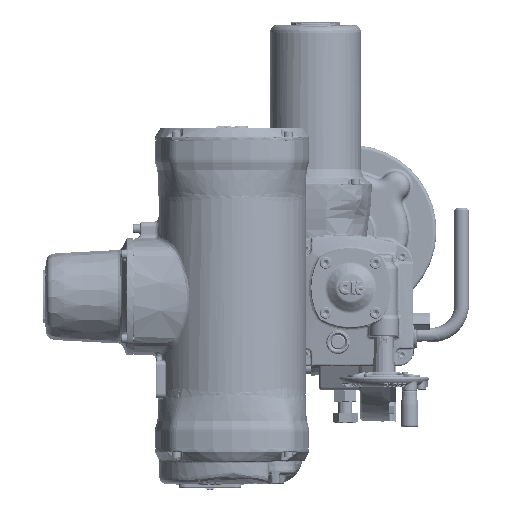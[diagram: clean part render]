
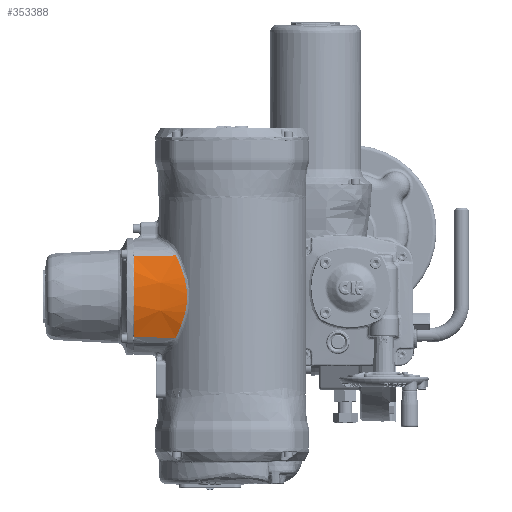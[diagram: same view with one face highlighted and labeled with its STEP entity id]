
A CAD part, top view. The second image highlights one B-rep face of the part: STEP entity #353388.
In plain terms, the highlighted conical face has half-angle 1 degrees and reference radius 107.4 mm.
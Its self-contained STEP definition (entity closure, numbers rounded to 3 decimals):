
#8074=CONICAL_SURFACE('',#371594,107.4,0.017);
#14232=B_SPLINE_CURVE_WITH_KNOTS('',3,(#554252,#554253,#554254,#554255),
 .UNSPECIFIED.,.F.,.F.,(4,4),(0.002,0.049),
 .UNSPECIFIED.);
#14233=B_SPLINE_CURVE_WITH_KNOTS('',3,(#554257,#554258,#554259,#554260,
#554261,#554262,#554263,#554264,#554265,#554266,#554267,#554268,#554269,
#554270,#554271,#554272,#554273,#554274,#554275,#554276,#554277,#554278,
#554279,#554280,#554281,#554282,#554283,#554284,#554285,#554286,#554287,
#554288,#554289,#554290,#554291,#554292,#554293,#554294,#554295,#554296,
#554297,#554298,#554299,#554300,#554301,#554302,#554303,#554304,#554305,
#554306,#554307,#554308,#554309,#554310,#554311,#554312,#554313,#554314,
#554315,#554316,#554317,#554318,#554319,#554320,#554321,#554322,#554323,
#554324,#554325,#554326,#554327,#554328),.UNSPECIFIED.,.F.,.F.,(4,1,1,1,
1,1,1,1,1,1,1,1,1,1,1,1,1,1,1,1,1,1,1,1,1,1,1,1,1,1,1,1,1,1,1,1,1,1,1,1,
1,1,1,1,1,1,1,1,1,1,1,1,1,1,1,1,1,1,1,1,1,1,1,1,1,1,1,1,1,4),(0.,0.031,
0.063,0.078,0.094,0.109,0.117,0.121,0.125,0.129,
0.133,0.141,0.156,0.172,0.188,0.219,0.234,0.242,0.246,
0.25,0.254,0.258,0.266,0.281,0.313,0.344,0.359,0.367,
0.375,0.383,0.391,0.406,0.438,0.469,0.5,0.531,0.563,0.594,
0.609,0.617,0.625,0.633,0.641,0.656,0.688,0.703,0.719,
0.734,0.742,0.746,0.75,0.754,0.758,0.766,0.781,
0.813,0.828,0.844,0.859,0.867,0.871,0.875,0.879,
0.883,0.891,0.906,0.922,0.938,0.969,1.),.UNSPECIFIED.);
#14234=B_SPLINE_CURVE_WITH_KNOTS('',3,(#554330,#554331,#554332,#554333),
 .UNSPECIFIED.,.F.,.F.,(4,4),(0.003,0.049),
 .UNSPECIFIED.);
#86886=ORIENTED_EDGE('',*,*,#144476,.F.);
#86887=ORIENTED_EDGE('',*,*,#144477,.T.);
#86888=ORIENTED_EDGE('',*,*,#144478,.T.);
#86889=ORIENTED_EDGE('',*,*,#144479,.T.);
#144476=EDGE_CURVE('',#175130,#175131,#191279,.T.);
#144477=EDGE_CURVE('',#175130,#175132,#14232,.T.);
#144478=EDGE_CURVE('',#175132,#175133,#14233,.T.);
#144479=EDGE_CURVE('',#175133,#175131,#14234,.T.);
#175130=VERTEX_POINT('',#554250);
#175131=VERTEX_POINT('',#554251);
#175132=VERTEX_POINT('',#554256);
#175133=VERTEX_POINT('',#554329);
#191279=CIRCLE('',#371595,107.44);
#202348=EDGE_LOOP('',(#86886,#86887,#86888,#86889));
#219721=FACE_BOUND('',#202348,.T.);
#353388=ADVANCED_FACE('',(#219721),#8074,.T.);
#371594=AXIS2_PLACEMENT_3D('',#554248,#408160,#408161);
#371595=AXIS2_PLACEMENT_3D('',#554249,#408162,#408163);
#408160=DIRECTION('',(1.,0.,0.));
#408161=DIRECTION('',(0.,-1.,0.));
#408162=DIRECTION('',(-1.,0.,0.));
#408163=DIRECTION('',(0.,-1.,0.));
#554248=CARTESIAN_POINT('',(-241.867,-9.996,160.377));
#554249=CARTESIAN_POINT('',(-239.567,-9.996,160.377));
#554250=CARTESIAN_POINT('',(-239.567,-54.81,258.025));
#554251=CARTESIAN_POINT('',(-239.567,34.818,258.025));
#554252=CARTESIAN_POINT('',(-239.567,-54.81,258.025));
#554253=CARTESIAN_POINT('',(-224.114,-55.035,258.219));
#554254=CARTESIAN_POINT('',(-208.661,-55.258,258.413));
#554255=CARTESIAN_POINT('',(-193.207,-55.482,258.606));
#554256=CARTESIAN_POINT('',(-193.207,-55.482,258.606));
#554257=CARTESIAN_POINT('',(-193.207,-55.482,258.606));
#554258=CARTESIAN_POINT('',(-192.742,-54.5,259.07));
#554259=CARTESIAN_POINT('',(-191.849,-52.584,259.938));
#554260=CARTESIAN_POINT('',(-190.832,-50.323,260.887));
#554261=CARTESIAN_POINT('',(-190.076,-48.596,261.572));
#554262=CARTESIAN_POINT('',(-189.54,-47.346,262.05));
#554263=CARTESIAN_POINT('',(-189.115,-46.336,262.422));
#554264=CARTESIAN_POINT('',(-188.834,-45.657,262.665));
#554265=CARTESIAN_POINT('',(-188.672,-45.261,262.805));
#554266=CARTESIAN_POINT('',(-188.568,-45.006,262.895));
#554267=CARTESIAN_POINT('',(-188.404,-44.603,263.034));
#554268=CARTESIAN_POINT('',(-188.21,-44.12,263.2));
#554269=CARTESIAN_POINT('',(-187.866,-43.255,263.491));
#554270=CARTESIAN_POINT('',(-187.396,-42.046,263.883));
#554271=CARTESIAN_POINT('',(-186.857,-40.614,264.325));
#554272=CARTESIAN_POINT('',(-186.174,-38.739,264.876));
#554273=CARTESIAN_POINT('',(-185.545,-36.915,265.371));
#554274=CARTESIAN_POINT('',(-185.039,-35.36,265.761));
#554275=CARTESIAN_POINT('',(-184.8,-34.6,265.944));
#554276=CARTESIAN_POINT('',(-184.664,-34.16,266.048));
#554277=CARTESIAN_POINT('',(-184.571,-33.858,266.118));
#554278=CARTESIAN_POINT('',(-184.449,-33.456,266.211));
#554279=CARTESIAN_POINT('',(-184.3,-32.956,266.323));
#554280=CARTESIAN_POINT('',(-184.041,-32.068,266.518));
#554281=CARTESIAN_POINT('',(-183.551,-30.315,266.882));
#554282=CARTESIAN_POINT('',(-182.922,-27.843,267.341));
#554283=CARTESIAN_POINT('',(-182.39,-25.421,267.72));
#554284=CARTESIAN_POINT('',(-182.07,-23.761,267.946));
#554285=CARTESIAN_POINT('',(-181.899,-22.809,268.065));
#554286=CARTESIAN_POINT('',(-181.784,-22.132,268.146));
#554287=CARTESIAN_POINT('',(-181.656,-21.336,268.235));
#554288=CARTESIAN_POINT('',(-181.504,-20.318,268.341));
#554289=CARTESIAN_POINT('',(-181.262,-18.52,268.508));
#554290=CARTESIAN_POINT('',(-180.997,-15.973,268.689));
#554291=CARTESIAN_POINT('',(-180.808,-12.933,268.817));
#554292=CARTESIAN_POINT('',(-180.746,-9.913,268.858));
#554293=CARTESIAN_POINT('',(-180.812,-6.932,268.813));
#554294=CARTESIAN_POINT('',(-181.006,-3.907,268.683));
#554295=CARTESIAN_POINT('',(-181.272,-1.376,268.5));
#554296=CARTESIAN_POINT('',(-181.516,0.413,268.332));
#554297=CARTESIAN_POINT('',(-181.669,1.426,268.226));
#554298=CARTESIAN_POINT('',(-181.797,2.217,268.137));
#554299=CARTESIAN_POINT('',(-181.913,2.895,268.055));
#554300=CARTESIAN_POINT('',(-182.085,3.846,267.936));
#554301=CARTESIAN_POINT('',(-182.407,5.507,267.709));
#554302=CARTESIAN_POINT('',(-182.836,7.448,267.403));
#554303=CARTESIAN_POINT('',(-183.323,9.42,267.05));
#554304=CARTESIAN_POINT('',(-183.718,10.917,266.76));
#554305=CARTESIAN_POINT('',(-184.07,12.174,266.497));
#554306=CARTESIAN_POINT('',(-184.332,13.067,266.3));
#554307=CARTESIAN_POINT('',(-184.481,13.569,266.187));
#554308=CARTESIAN_POINT('',(-184.605,13.976,266.093));
#554309=CARTESIAN_POINT('',(-184.696,14.272,266.024));
#554310=CARTESIAN_POINT('',(-184.831,14.709,265.92));
#554311=CARTESIAN_POINT('',(-185.068,15.461,265.738));
#554312=CARTESIAN_POINT('',(-185.57,17.002,265.35));
#554313=CARTESIAN_POINT('',(-186.196,18.812,264.857));
#554314=CARTESIAN_POINT('',(-186.876,20.676,264.309));
#554315=CARTESIAN_POINT('',(-187.413,22.1,263.868));
#554316=CARTESIAN_POINT('',(-187.881,23.302,263.478));
#554317=CARTESIAN_POINT('',(-188.224,24.163,263.188));
#554318=CARTESIAN_POINT('',(-188.418,24.645,263.023));
#554319=CARTESIAN_POINT('',(-188.581,25.045,262.883));
#554320=CARTESIAN_POINT('',(-188.686,25.302,262.793));
#554321=CARTESIAN_POINT('',(-188.848,25.699,262.653));
#554322=CARTESIAN_POINT('',(-189.13,26.379,262.409));
#554323=CARTESIAN_POINT('',(-189.556,27.39,262.036));
#554324=CARTESIAN_POINT('',(-190.092,28.64,261.558));
#554325=CARTESIAN_POINT('',(-190.846,30.362,260.874));
#554326=CARTESIAN_POINT('',(-191.859,32.613,259.929));
#554327=CARTESIAN_POINT('',(-192.745,34.515,259.066));
#554328=CARTESIAN_POINT('',(-193.207,35.49,258.606));
#554329=CARTESIAN_POINT('',(-193.207,35.49,258.606));
#554330=CARTESIAN_POINT('',(-193.207,35.49,258.606));
#554331=CARTESIAN_POINT('',(-208.661,35.266,258.413));
#554332=CARTESIAN_POINT('',(-224.114,35.042,258.219));
#554333=CARTESIAN_POINT('',(-239.567,34.818,258.025));
